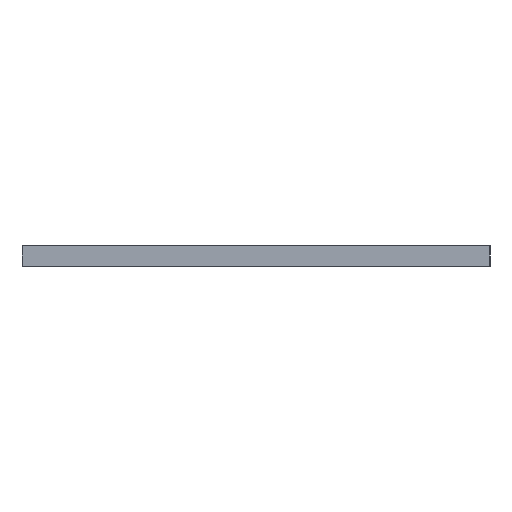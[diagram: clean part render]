
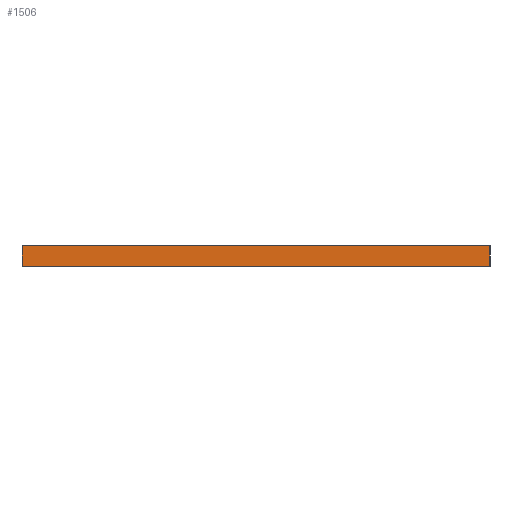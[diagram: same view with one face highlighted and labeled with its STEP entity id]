
A CAD part, left-side view. The second image highlights one B-rep face of the part: STEP entity #1506.
In plain terms, the highlighted planar face has unit normal (-1, 0, 0).
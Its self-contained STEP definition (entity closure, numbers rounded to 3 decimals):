
#142=FACE_OUTER_BOUND('',#229,.T.);
#229=EDGE_LOOP('',(#1083,#1084,#1085,#1086));
#317=LINE('',#2213,#473);
#355=LINE('',#2361,#511);
#356=LINE('',#2363,#512);
#357=LINE('',#2364,#513);
#473=VECTOR('',#1753,10.);
#511=VECTOR('',#1865,10.);
#512=VECTOR('',#1866,10.);
#513=VECTOR('',#1867,10.);
#629=VERTEX_POINT('',#2210);
#630=VERTEX_POINT('',#2212);
#703=VERTEX_POINT('',#2360);
#704=VERTEX_POINT('',#2362);
#781=EDGE_CURVE('',#629,#630,#317,.T.);
#855=EDGE_CURVE('',#703,#629,#355,.T.);
#856=EDGE_CURVE('',#703,#704,#356,.T.);
#857=EDGE_CURVE('',#704,#630,#357,.T.);
#1083=ORIENTED_EDGE('',*,*,#855,.F.);
#1084=ORIENTED_EDGE('',*,*,#856,.T.);
#1085=ORIENTED_EDGE('',*,*,#857,.T.);
#1086=ORIENTED_EDGE('',*,*,#781,.F.);
#1464=PLANE('',#1634);
#1506=ADVANCED_FACE('',(#142),#1464,.T.);
#1634=AXIS2_PLACEMENT_3D('',#2359,#1863,#1864);
#1753=DIRECTION('',(0.,-1.,0.));
#1863=DIRECTION('center_axis',(-1.,0.,0.));
#1864=DIRECTION('ref_axis',(0.,0.,1.));
#1865=DIRECTION('',(0.,0.,1.));
#1866=DIRECTION('',(0.,-1.,0.));
#1867=DIRECTION('',(0.,0.,1.));
#2210=CARTESIAN_POINT('',(-2.324,0.,2.6));
#2212=CARTESIAN_POINT('',(-2.324,-59.524,2.6));
#2213=CARTESIAN_POINT('',(-2.324,-57.15,2.6));
#2359=CARTESIAN_POINT('Origin',(-2.324,0.,0.));
#2360=CARTESIAN_POINT('',(-2.324,0.,0.));
#2361=CARTESIAN_POINT('',(-2.324,0.,1.6));
#2362=CARTESIAN_POINT('',(-2.324,-59.524,0.));
#2363=CARTESIAN_POINT('',(-2.324,-57.15,0.));
#2364=CARTESIAN_POINT('',(-2.324,-59.524,0.));
